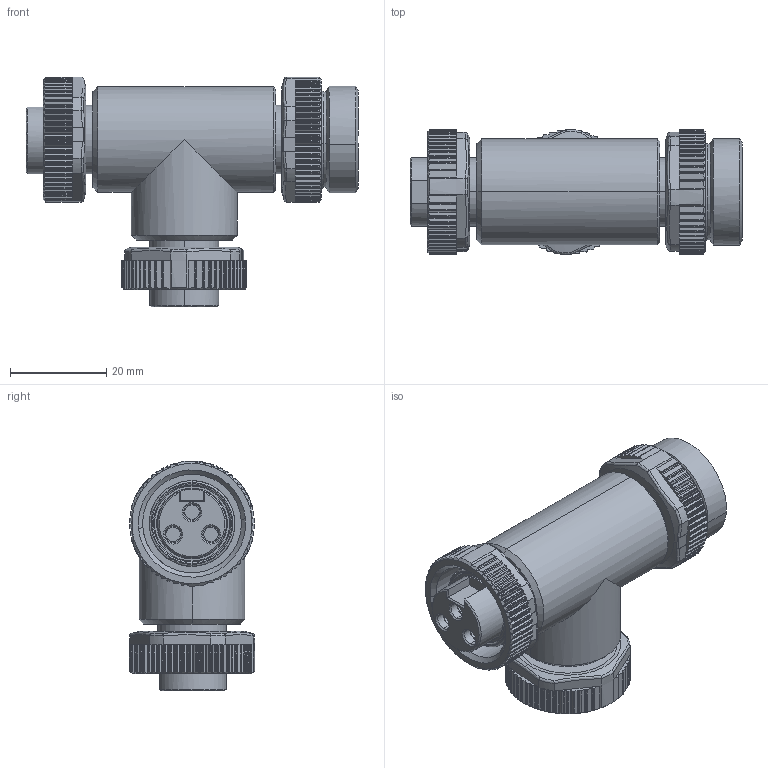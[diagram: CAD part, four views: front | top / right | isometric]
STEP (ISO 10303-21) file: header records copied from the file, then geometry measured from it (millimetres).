
FILE_DESCRIPTION(('CATIA V5 STEP Exchange','CAx-IF Rec.Pracs.--- Model Styling and Organization---1.4--- 2014-01-23'),'2;1');
FILE_NAME ('012995-3_0', '2020-11-16T06:10:19+00:00', ('none'), ('Weidmueller'), 'CATIA Version 5-6 Release 2016 SP3 HF44', 'CATIA V5 STEP AP214', 'none');
FILE_SCHEMA(('AUTOMOTIVE_DESIGN { 1 0 10303 214 1 1 1 1 }'));
Length unit declared in the file: millimetre
Products named in the file (1): 1413920000
Bounding box: 69 x 25.99 x 47.79 mm (x, y, z)
Volume: 32420.6 mm3; surface area: 14854.7 mm2
Topology: 7 solids, 7 shells, 1505 faces, 3843 edges, 2388 vertices
Faces by surface type: cylinder 839, plane 536, cone 62, torus 38, bspline 30
Entity records: 47816 total; most frequent: CARTESIAN_POINT 14349, ORIENTED_EDGE 7686, DIRECTION 5554, EDGE_CURVE 3843, VERTEX_POINT 2388, AXIS2_PLACEMENT_3D 2270, VECTOR 1824, LINE 1824
